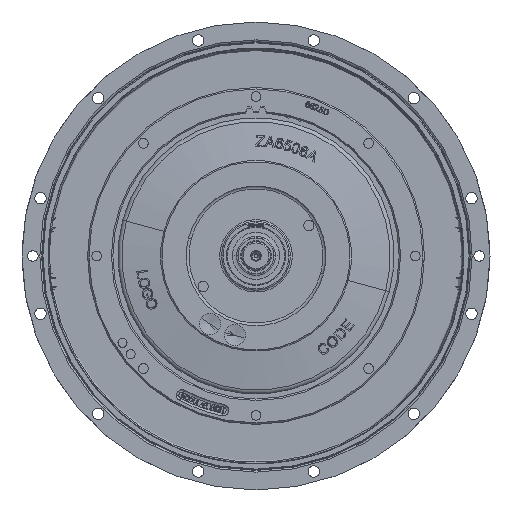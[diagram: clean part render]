
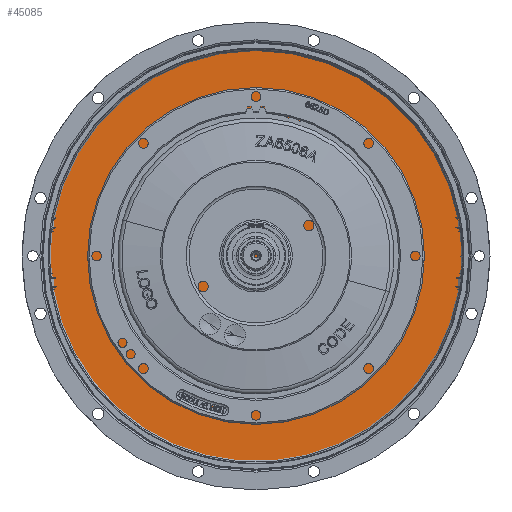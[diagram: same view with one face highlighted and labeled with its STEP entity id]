
A CAD part, top view. The second image highlights one B-rep face of the part: STEP entity #45085.
In plain terms, the highlighted planar face has unit normal (0, 0, 1).
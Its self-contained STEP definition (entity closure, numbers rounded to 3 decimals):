
#16326 = EDGE_CURVE ( 'NONE', #25157, #25159, #39762, .T. ) ;
#16327 = EDGE_CURVE ( 'NONE', #25159, #25157, #39766, .T. ) ;
#17197 = CARTESIAN_POINT ( 'NONE',  ( 0., 0., 0. ) ) ;
#17239 = PLANE ( 'NONE',  #38317 ) ;
#17257 = DIRECTION ( 'NONE',  ( 0., 0., 1. ) ) ;
#17258 = DIRECTION ( 'NONE',  ( 1., 0., 0. ) ) ;
#18251 = CARTESIAN_POINT ( 'NONE',  ( 218.44, 0., 0. ) ) ;
#18262 = CARTESIAN_POINT ( 'NONE',  ( -218.44, 0., 0. ) ) ;
#19967 = FACE_OUTER_BOUND ( 'NONE', #60420, .T. ) ;
#25157 = VERTEX_POINT ( 'NONE', #18251 ) ;
#25159 = VERTEX_POINT ( 'NONE', #18262 ) ;
#27087 = AXIS2_PLACEMENT_3D ( 'NONE', #33212, #33213, #33214 ) ;
#27090 = AXIS2_PLACEMENT_3D ( 'NONE', #33184, #33210, #33211 ) ;
#33184 = CARTESIAN_POINT ( 'NONE',  ( 0., 0., 0. ) ) ;
#33210 = DIRECTION ( 'NONE',  ( 0., 0., 1. ) ) ;
#33211 = DIRECTION ( 'NONE',  ( 1., 0., 0. ) ) ;
#33212 = CARTESIAN_POINT ( 'NONE',  ( 0., 0., 0. ) ) ;
#33213 = DIRECTION ( 'NONE',  ( 0., 0., 1. ) ) ;
#33214 = DIRECTION ( 'NONE',  ( 1., 0., 0. ) ) ;
#38317 = AXIS2_PLACEMENT_3D ( 'NONE', #17197, #17257, #17258 ) ;
#39762 = CIRCLE ( 'NONE', #27090, 218.44 ) ;
#39766 = CIRCLE ( 'NONE', #27087, 218.44 ) ;
#44606 = ORIENTED_EDGE ( 'NONE', *, *, #16327, .T. ) ;
#44607 = ORIENTED_EDGE ( 'NONE', *, *, #16326, .T. ) ;
#45085 = ADVANCED_FACE ( 'NONE', ( #19967 ), #17239, .T. ) ;
#60420 = EDGE_LOOP ( 'NONE', ( #44607, #44606 ) ) ;
